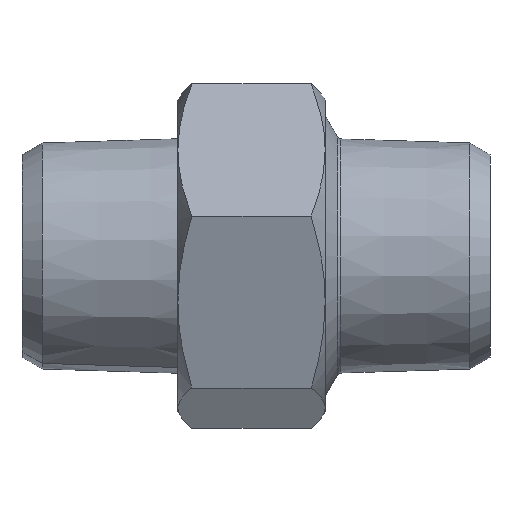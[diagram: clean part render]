
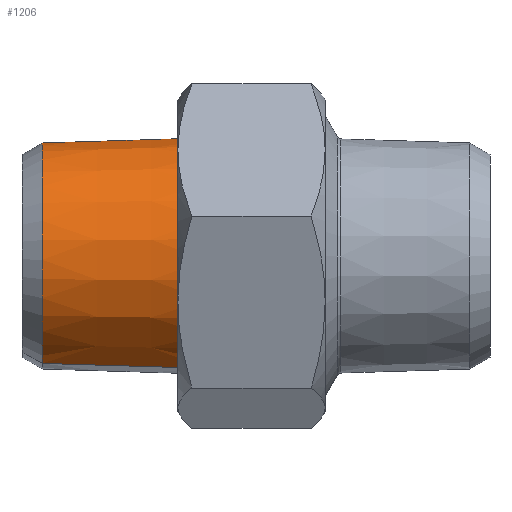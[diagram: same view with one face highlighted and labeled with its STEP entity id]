
A CAD part, left-side view. The second image highlights one B-rep face of the part: STEP entity #1206.
In plain terms, the highlighted conical face has half-angle 1.79 degrees and reference radius 13.64 mm.
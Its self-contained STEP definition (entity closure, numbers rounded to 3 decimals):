
#134 = DIRECTION ( 'NONE',  ( -0.01, -1., -0.03 ) ) ;
#171 = VERTEX_POINT ( 'NONE', #2487 ) ;
#173 = AXIS2_PLACEMENT_3D ( 'NONE', #2314, #1569, #575 ) ;
#204 = ORIENTED_EDGE ( 'NONE', *, *, #1668, .T. ) ;
#222 = AXIS2_PLACEMENT_3D ( 'NONE', #2767, #2799, #1694 ) ;
#331 = CONICAL_SURFACE ( 'NONE', #173, 13.64, 0.031 ) ;
#431 = ORIENTED_EDGE ( 'NONE', *, *, #1244, .T. ) ;
#523 = CARTESIAN_POINT ( 'NONE',  ( 0., 32.823, 0. ) ) ;
#575 = DIRECTION ( 'NONE',  ( -0.311, 0., -0.95 ) ) ;
#581 = ORIENTED_EDGE ( 'NONE', *, *, #2756, .F. ) ;
#650 = FACE_OUTER_BOUND ( 'NONE', #2966, .T. ) ;
#916 = VECTOR ( 'NONE', #134, 1000. ) ;
#949 = CARTESIAN_POINT ( 'NONE',  ( 4.057, 51.694, 12.404 ) ) ;
#1144 = VECTOR ( 'NONE', #1989, 1000. ) ;
#1206 = ADVANCED_FACE ( 'NONE', ( #650 ), #331, .T. ) ;
#1235 = LINE ( 'NONE', #2676, #1144 ) ;
#1244 = EDGE_CURVE ( 'NONE', #2251, #2882, #1558, .T. ) ;
#1321 = DIRECTION ( 'NONE',  ( -0.311, 0., -0.95 ) ) ;
#1392 = CARTESIAN_POINT ( 'NONE',  ( -4.24, 32.823, -12.964 ) ) ;
#1496 = ORIENTED_EDGE ( 'NONE', *, *, #2338, .F. ) ;
#1539 = CARTESIAN_POINT ( 'NONE',  ( -4.057, 51.694, -12.404 ) ) ;
#1558 = LINE ( 'NONE', #1392, #916 ) ;
#1569 = DIRECTION ( 'NONE',  ( 0., -1., 0. ) ) ;
#1668 = EDGE_CURVE ( 'NONE', #2447, #2251, #3109, .T. ) ;
#1694 = DIRECTION ( 'NONE',  ( -0.311, 0., -0.95 ) ) ;
#1989 = DIRECTION ( 'NONE',  ( 0.01, -1., 0.03 ) ) ;
#2251 = VERTEX_POINT ( 'NONE', #1539 ) ;
#2314 = CARTESIAN_POINT ( 'NONE',  ( 0., 32.823, 0. ) ) ;
#2338 = EDGE_CURVE ( 'NONE', #171, #2882, #3153, .T. ) ;
#2447 = VERTEX_POINT ( 'NONE', #949 ) ;
#2487 = CARTESIAN_POINT ( 'NONE',  ( 4.24, 32.823, 12.964 ) ) ;
#2534 = AXIS2_PLACEMENT_3D ( 'NONE', #523, #2854, #1321 ) ;
#2676 = CARTESIAN_POINT ( 'NONE',  ( 4.24, 32.823, 12.964 ) ) ;
#2756 = EDGE_CURVE ( 'NONE', #2447, #171, #1235, .T. ) ;
#2767 = CARTESIAN_POINT ( 'NONE',  ( 0., 51.694, 0. ) ) ;
#2799 = DIRECTION ( 'NONE',  ( 0., -1., 0. ) ) ;
#2854 = DIRECTION ( 'NONE',  ( 0., -1., 0. ) ) ;
#2882 = VERTEX_POINT ( 'NONE', #3260 ) ;
#2966 = EDGE_LOOP ( 'NONE', ( #581, #204, #431, #1496 ) ) ;
#3109 = CIRCLE ( 'NONE', #222, 13.05 ) ;
#3153 = CIRCLE ( 'NONE', #2534, 13.64 ) ;
#3260 = CARTESIAN_POINT ( 'NONE',  ( -4.24, 32.823, -12.964 ) ) ;
